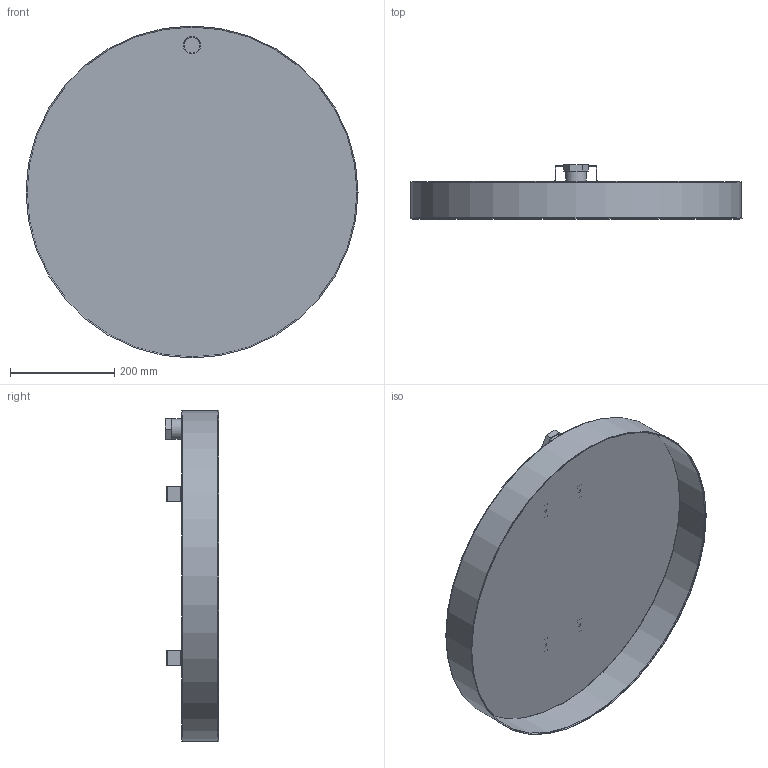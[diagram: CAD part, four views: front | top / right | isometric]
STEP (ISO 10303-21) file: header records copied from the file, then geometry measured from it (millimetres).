
FILE_DESCRIPTION(/* description */ ('Rondell'),/* implementation_level */ '2;1');
FILE_NAME(/* name */ 'HÄLMHH-D-8.stp',/* time_stamp */ '2016-04-29T09:00:43+02:00',/* author */ ('John'),/* organization */ (''),/* preprocessor_version */ 'ST-DEVELOPER v15.6',/* originating_system */ 'Autodesk Inventor 2015',/* authorisation */ '');
FILE_SCHEMA (('AUTOMOTIVE_DESIGN { 1 0 10303 214 3 1 1 }'));
Length unit declared in the file: millimetre
Products named in the file (6): HÄLMHH-D-AA-8; HÄLMHH-D-AB-8; HÄLHH-AC; HIK-AC-2; HIK-AD-2; HÄLMHH-D-8
Bounding box: 637.2 x 103.5 x 637.2 mm (x, y, z)
Volume: 662364.2 mm3; surface area: 947328.2 mm2
Topology: 6 solids, 6 shells, 120 faces, 254 edges, 147 vertices
Faces by surface type: plane 78, cylinder 36, cone 4, torus 2
Full cylindrical faces by diameter (mm): 5.5 x4, 30.291 x1, 33.2 x1, 33.5 x1, 39.5 x1, 633.2 x1, 633.5 x1, 635.2 x1, 637.2 x1
Entity records: 2108 total; most frequent: DIRECTION 372, CARTESIAN_POINT 322, ORIENTED_EDGE 288, EDGE_CURVE 144, AXIS2_PLACEMENT_3D 140, EDGE_LOOP 96, LINE 92, VECTOR 92
